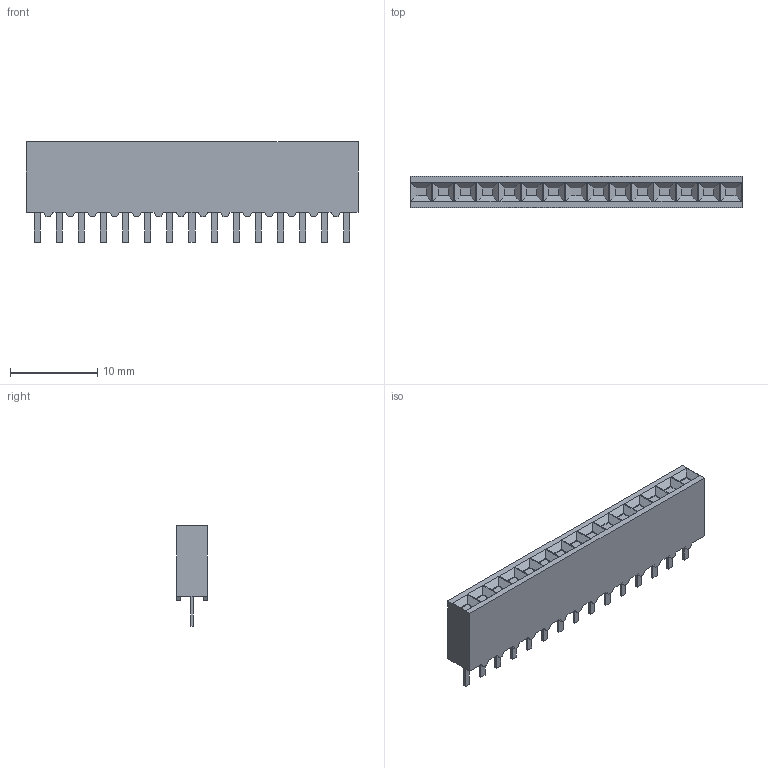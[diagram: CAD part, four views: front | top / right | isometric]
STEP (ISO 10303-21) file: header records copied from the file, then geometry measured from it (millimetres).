
FILE_DESCRIPTION((''),'2;1');
FILE_NAME('C-1-534237-3','2011-01-05T',('workeradm'),('Tyco Electronics Ltd.'),'PRO/ENGINEER BY PARAMETRIC TECHNOLOGY CORPORATION, 2009300','PRO/ENGINEER BY PARAMETRIC TECHNOLOGY CORPORATION, 2009300','');
FILE_SCHEMA(('AUTOMOTIVE_DESIGN { 1 0 10303 214 1 1 1 1 }'));
Length unit declared in the file: millimetre
Products named in the file (1): C-1-534237-3
Bounding box: 38.1 x 3.56 x 11.56 mm (x, y, z)
Volume: 1074.8 mm3; surface area: 1197 mm2
Topology: 1 solids, 1 shells, 403 faces, 1008 edges, 652 vertices
Faces by surface type: plane 403
Entity records: 11950 total; most frequent: CARTESIAN_POINT 2065, ORIENTED_EDGE 2016, DIRECTION 1814, VECTOR 1008, LINE 1008, EDGE_CURVE 1008, VERTEX_POINT 652, EDGE_LOOP 448
